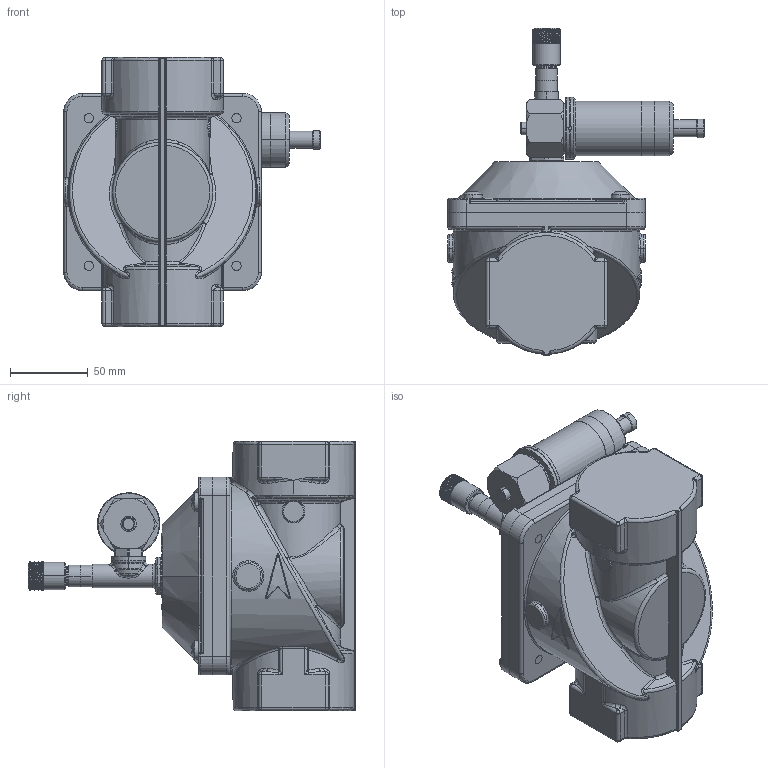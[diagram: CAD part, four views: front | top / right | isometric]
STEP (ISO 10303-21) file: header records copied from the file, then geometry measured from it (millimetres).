
FILE_DESCRIPTION (( 'STEP AP203' ), '1' );
FILE_NAME ('VIC-A-DN50.STEP', '2023-03-16T13:35:12', ( '' ), ( '' ), 'SwSTEP 2.0', 'SolidWorks 2021', '' );
FILE_SCHEMA (( 'CONFIG_CONTROL_DESIGN' ));
Products named in the file (1): VIC-A-DN50
Bounding box: 164.8 x 210.5 x 173 mm (x, y, z)
Volume: 1555412.1 mm3; surface area: 111128.7 mm2
Topology: 1 solids, 1 shells, 3173 faces, 8940 edges, 5737 vertices
Faces by surface type: plane 1921, cylinder 797, bspline 199, torus 94, cone 84, sphere 78
Entity records: 110389 total; most frequent: CARTESIAN_POINT 37121, ORIENTED_EDGE 17728, DIRECTION 12800, EDGE_CURVE 8864, VERTEX_POINT 5733, LINE 4468, VECTOR 4468, AXIS2_PLACEMENT_3D 4166
